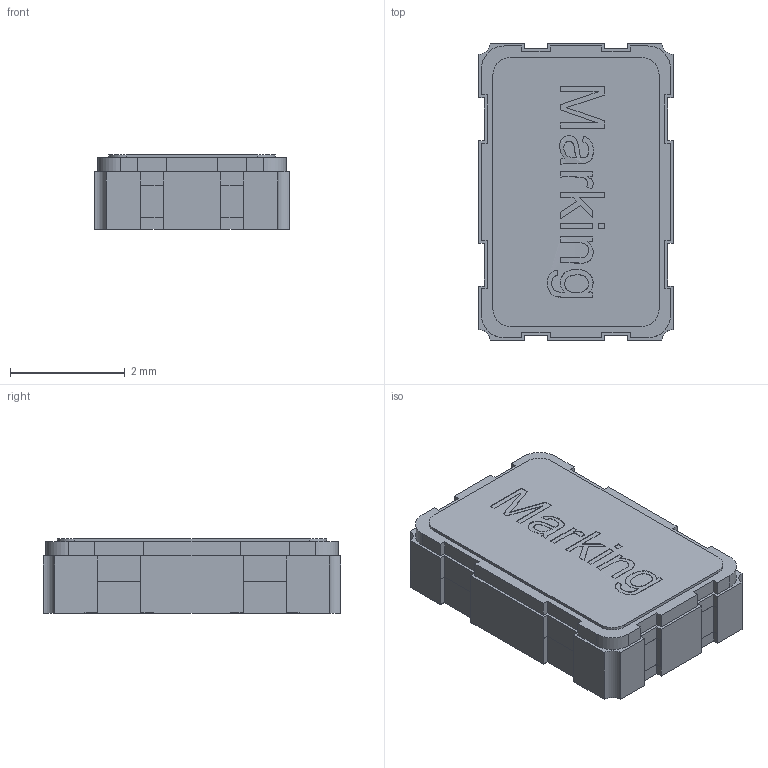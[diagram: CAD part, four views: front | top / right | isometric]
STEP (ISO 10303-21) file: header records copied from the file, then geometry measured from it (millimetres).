
FILE_DESCRIPTION(/* description */ ('Unknown'),/* implementation_level */ '2;1');
FILE_NAME(/* name */ 'Y_Wurth_WE-SPXO-CFPS-9',/* time_stamp */ '2025-09-03T16:28:46+08:00',/* author */ ('Unknown'),/* organization */ ('Unknown'),/* preprocessor_version */ 'ST-DEVELOPER v19.4',/* originating_system */ 'Solid Edge',/* authorisation */ 'Unknown');
FILE_SCHEMA (('AUTOMOTIVE_DESIGN {1 0 10303 214 3 1 1}'));
Length unit declared in the file: millimetre
Products named in the file (2): Y_Wurth_WE-SPXO-CFPS-9
Assembly tree (1 placements, depth 2):
  Y_Wurth_WE-SPXO-CFPS-9
    Y_Wurth_WE-SPXO-CFPS-9
Bounding box: 3.4 x 5.2 x 1.3 mm (x, y, z)
Volume: 21.8 mm3; surface area: 117.7 mm2
Topology: 10 solids, 10 shells, 305 faces, 804 edges, 530 vertices
Faces by surface type: plane 280, cylinder 14, bspline 11
Entity records: 10968 total; most frequent: CARTESIAN_POINT 2231, ORIENTED_EDGE 1606, DIRECTION 1290, EDGE_CURVE 803, LINE 650, VECTOR 650, VERTEX_POINT 530, AXIS2_PLACEMENT_3D 320
